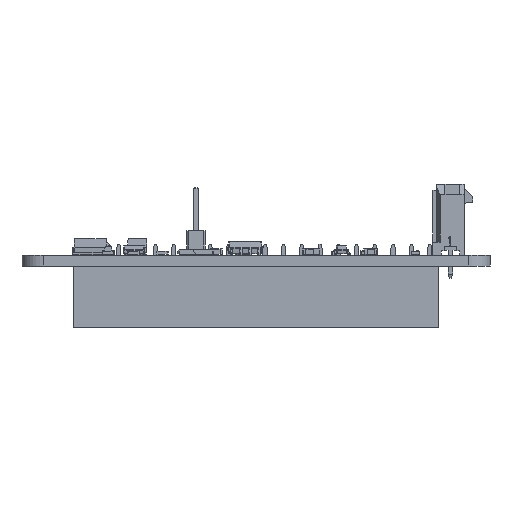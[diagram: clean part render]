
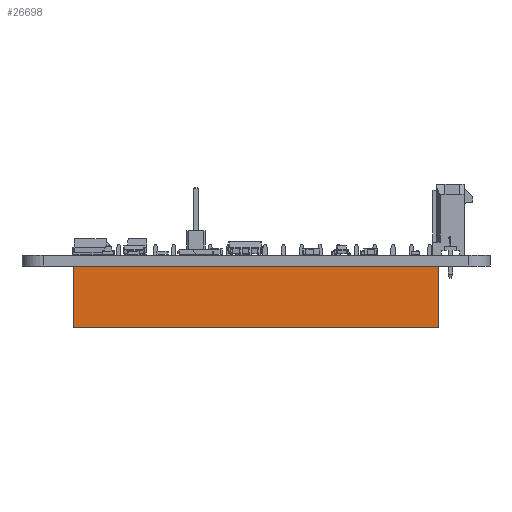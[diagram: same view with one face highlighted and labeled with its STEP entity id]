
A CAD part, front view. The second image highlights one B-rep face of the part: STEP entity #26698.
In plain terms, the highlighted face is planar.
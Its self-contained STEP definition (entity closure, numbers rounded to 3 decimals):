
#26698 = ADVANCED_FACE('',(#26699),#26733,.F.);
#26699 = FACE_BOUND('',#26700,.F.);
#26700 = EDGE_LOOP('',(#26701,#26711,#26719,#26727));
#26701 = ORIENTED_EDGE('',*,*,#26702,.T.);
#26702 = EDGE_CURVE('',#26703,#26705,#26707,.T.);
#26703 = VERTEX_POINT('',#26704);
#26704 = CARTESIAN_POINT('',(1.27,-49.53,0.));
#26705 = VERTEX_POINT('',#26706);
#26706 = CARTESIAN_POINT('',(1.27,-49.53,8.5));
#26707 = LINE('',#26708,#26709);
#26708 = CARTESIAN_POINT('',(1.27,-49.53,0.));
#26709 = VECTOR('',#26710,1.);
#26710 = DIRECTION('',(0.,0.,1.));
#26711 = ORIENTED_EDGE('',*,*,#26712,.T.);
#26712 = EDGE_CURVE('',#26705,#26713,#26715,.T.);
#26713 = VERTEX_POINT('',#26714);
#26714 = CARTESIAN_POINT('',(1.27,1.27,8.5));
#26715 = LINE('',#26716,#26717);
#26716 = CARTESIAN_POINT('',(1.27,-49.53,8.5));
#26717 = VECTOR('',#26718,1.);
#26718 = DIRECTION('',(0.,1.,0.));
#26719 = ORIENTED_EDGE('',*,*,#26720,.F.);
#26720 = EDGE_CURVE('',#26721,#26713,#26723,.T.);
#26721 = VERTEX_POINT('',#26722);
#26722 = CARTESIAN_POINT('',(1.27,1.27,0.));
#26723 = LINE('',#26724,#26725);
#26724 = CARTESIAN_POINT('',(1.27,1.27,0.));
#26725 = VECTOR('',#26726,1.);
#26726 = DIRECTION('',(0.,0.,1.));
#26727 = ORIENTED_EDGE('',*,*,#26728,.F.);
#26728 = EDGE_CURVE('',#26703,#26721,#26729,.T.);
#26729 = LINE('',#26730,#26731);
#26730 = CARTESIAN_POINT('',(1.27,-49.53,0.));
#26731 = VECTOR('',#26732,1.);
#26732 = DIRECTION('',(0.,1.,0.));
#26733 = PLANE('',#26734);
#26734 = AXIS2_PLACEMENT_3D('',#26735,#26736,#26737);
#26735 = CARTESIAN_POINT('',(1.27,-49.53,0.));
#26736 = DIRECTION('',(-1.,0.,0.));
#26737 = DIRECTION('',(0.,1.,0.));
